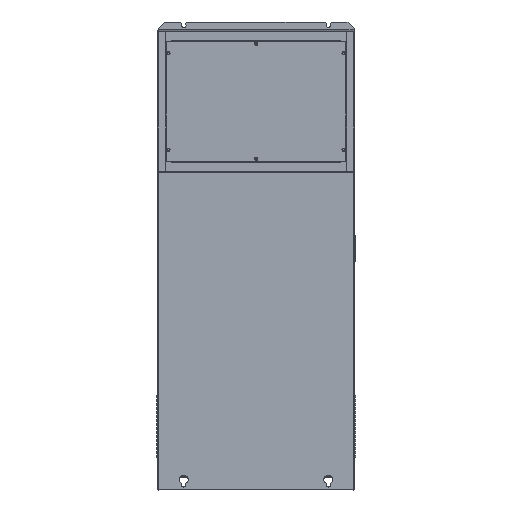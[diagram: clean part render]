
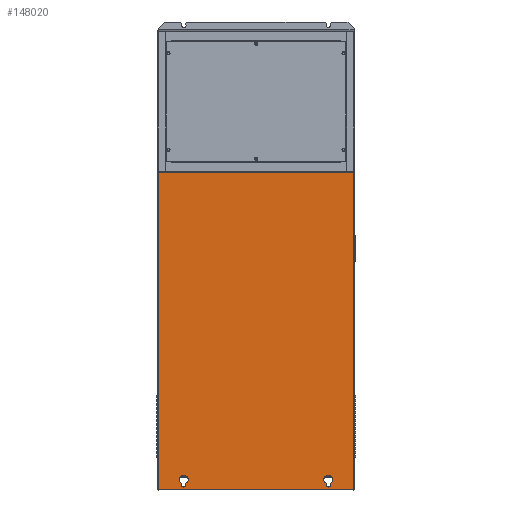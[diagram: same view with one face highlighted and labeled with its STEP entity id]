
A CAD part, front view. The second image highlights one B-rep face of the part: STEP entity #148020.
In plain terms, the highlighted planar face has unit normal (0, -1, 0).
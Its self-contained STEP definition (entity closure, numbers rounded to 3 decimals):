
#391 = DIRECTION ( 'NONE',  ( 0., 1., 0. ) ) ;
#3500 = CARTESIAN_POINT ( 'NONE',  ( 243., -1.5, 394.8 ) ) ;
#6069 = CARTESIAN_POINT ( 'NONE',  ( -243., -1.5, -395. ) ) ;
#7389 = ORIENTED_EDGE ( 'NONE', *, *, #84326, .F. ) ;
#8836 = PLANE ( 'NONE',  #93638 ) ;
#14845 = EDGE_CURVE ( 'NONE', #246829, #271111, #168569, .T. ) ;
#20559 = VECTOR ( 'NONE', #182467, 1000. ) ;
#24484 = CARTESIAN_POINT ( 'NONE',  ( 174.5, -1.5, -380.026 ) ) ;
#24629 = ORIENTED_EDGE ( 'NONE', *, *, #56607, .T. ) ;
#24800 = LINE ( 'NONE', #117333, #177726 ) ;
#29025 = ORIENTED_EDGE ( 'NONE', *, *, #241735, .F. ) ;
#29842 = VERTEX_POINT ( 'NONE', #253193 ) ;
#33112 = CARTESIAN_POINT ( 'NONE',  ( 0., -1.5, 0. ) ) ;
#35718 = VECTOR ( 'NONE', #256851, 1000. ) ;
#35734 = EDGE_LOOP ( 'NONE', ( #7389, #29025, #111670, #247248 ) ) ;
#39746 = CARTESIAN_POINT ( 'NONE',  ( -243., -1.5, 394.8 ) ) ;
#41190 = DIRECTION ( 'NONE',  ( 0., 1., 0. ) ) ;
#44751 = CARTESIAN_POINT ( 'NONE',  ( -243., -1.5, -395. ) ) ;
#49314 = CIRCLE ( 'NONE', #209365, 11. ) ;
#56607 = EDGE_CURVE ( 'NONE', #96818, #271111, #255371, .T. ) ;
#57325 = FACE_BOUND ( 'NONE', #78464, .T. ) ;
#60950 = VERTEX_POINT ( 'NONE', #135765 ) ;
#67470 = LINE ( 'NONE', #44751, #256839 ) ;
#67710 = CARTESIAN_POINT ( 'NONE',  ( 174.5, -1.5, -383.5 ) ) ;
#68318 = ORIENTED_EDGE ( 'NONE', *, *, #93878, .F. ) ;
#75326 = CARTESIAN_POINT ( 'NONE',  ( -243., -1.5, -395. ) ) ;
#78464 = EDGE_LOOP ( 'NONE', ( #68318, #214607, #228548, #91988 ) ) ;
#84326 = EDGE_CURVE ( 'NONE', #285008, #29842, #172520, .T. ) ;
#91988 = ORIENTED_EDGE ( 'NONE', *, *, #148038, .T. ) ;
#93638 = AXIS2_PLACEMENT_3D ( 'NONE', #33112, #149923, #172662 ) ;
#93878 = EDGE_CURVE ( 'NONE', #110674, #238367, #114425, .T. ) ;
#96146 = CARTESIAN_POINT ( 'NONE',  ( -185.5, -1.5, -380.026 ) ) ;
#96818 = VERTEX_POINT ( 'NONE', #145849 ) ;
#101581 = LINE ( 'NONE', #6069, #169673 ) ;
#101727 = ORIENTED_EDGE ( 'NONE', *, *, #262097, .T. ) ;
#102877 = DIRECTION ( 'NONE',  ( 1., 0., 0. ) ) ;
#109886 = CARTESIAN_POINT ( 'NONE',  ( 243., -1.5, -395. ) ) ;
#110674 = VERTEX_POINT ( 'NONE', #249821 ) ;
#111670 = ORIENTED_EDGE ( 'NONE', *, *, #116125, .T. ) ;
#112531 = CIRCLE ( 'NONE', #282106, 11. ) ;
#114425 = LINE ( 'NONE', #96146, #232493 ) ;
#116125 = EDGE_CURVE ( 'NONE', #150603, #231126, #101581, .T. ) ;
#117333 = CARTESIAN_POINT ( 'NONE',  ( 185.5, -1.5, -383.5 ) ) ;
#117536 = CARTESIAN_POINT ( 'NONE',  ( -174.5, -1.5, -380.026 ) ) ;
#118472 = VERTEX_POINT ( 'NONE', #184607 ) ;
#135765 = CARTESIAN_POINT ( 'NONE',  ( 185.5, -1.5, -380.026 ) ) ;
#137284 = DIRECTION ( 'NONE',  ( 0., 0., 1. ) ) ;
#141705 = DIRECTION ( 'NONE',  ( 0., 0., -1. ) ) ;
#145849 = CARTESIAN_POINT ( 'NONE',  ( 185.5, -1.5, -383.5 ) ) ;
#148020 = ADVANCED_FACE ( 'NONE', ( #265193, #57325, #242427 ), #8836, .F. ) ;
#148038 = EDGE_CURVE ( 'NONE', #118472, #238367, #176146, .T. ) ;
#149923 = DIRECTION ( 'NONE',  ( 0., 1., 0. ) ) ;
#150603 = VERTEX_POINT ( 'NONE', #75326 ) ;
#159539 = CARTESIAN_POINT ( 'NONE',  ( -180., -1.5, -370.5 ) ) ;
#159752 = DIRECTION ( 'NONE',  ( 1., 0., 0. ) ) ;
#162511 = DIRECTION ( 'NONE',  ( -0.5, 0., -0.866 ) ) ;
#166412 = ORIENTED_EDGE ( 'NONE', *, *, #264996, .F. ) ;
#166961 = VERTEX_POINT ( 'NONE', #117536 ) ;
#168569 = LINE ( 'NONE', #238362, #294954 ) ;
#169673 = VECTOR ( 'NONE', #260920, 1000. ) ;
#171168 = DIRECTION ( 'NONE',  ( 0., 1., 0. ) ) ;
#172520 = LINE ( 'NONE', #286298, #298048 ) ;
#172662 = DIRECTION ( 'NONE',  ( 1., 0., 0. ) ) ;
#173695 = DIRECTION ( 'NONE',  ( 0., 1., 0. ) ) ;
#175656 = CARTESIAN_POINT ( 'NONE',  ( -180., -1.5, -383.5 ) ) ;
#176146 = CIRCLE ( 'NONE', #190671, 5.5 ) ;
#177726 = VECTOR ( 'NONE', #187114, 1000. ) ;
#179464 = CARTESIAN_POINT ( 'NONE',  ( 180., -1.5, -383.5 ) ) ;
#182467 = DIRECTION ( 'NONE',  ( 0., 0., 1. ) ) ;
#184607 = CARTESIAN_POINT ( 'NONE',  ( -174.5, -1.5, -383.5 ) ) ;
#187114 = DIRECTION ( 'NONE',  ( 0., 0., 1. ) ) ;
#190671 = AXIS2_PLACEMENT_3D ( 'NONE', #175656, #171168, #102877 ) ;
#205247 = CARTESIAN_POINT ( 'NONE',  ( -174.5, -1.5, -383.5 ) ) ;
#208697 = EDGE_CURVE ( 'NONE', #118472, #166961, #230980, .T. ) ;
#209365 = AXIS2_PLACEMENT_3D ( 'NONE', #159539, #41190, #162511 ) ;
#214607 = ORIENTED_EDGE ( 'NONE', *, *, #270674, .T. ) ;
#222610 = CARTESIAN_POINT ( 'NONE',  ( -185.5, -1.5, -383.5 ) ) ;
#224374 = ORIENTED_EDGE ( 'NONE', *, *, #14845, .F. ) ;
#228548 = ORIENTED_EDGE ( 'NONE', *, *, #208697, .F. ) ;
#230980 = LINE ( 'NONE', #205247, #20559 ) ;
#231126 = VERTEX_POINT ( 'NONE', #109886 ) ;
#232493 = VECTOR ( 'NONE', #141705, 1000. ) ;
#236875 = DIRECTION ( 'NONE',  ( 0., 0., -1. ) ) ;
#238362 = CARTESIAN_POINT ( 'NONE',  ( 174.5, -1.5, -380.026 ) ) ;
#238367 = VERTEX_POINT ( 'NONE', #222610 ) ;
#241735 = EDGE_CURVE ( 'NONE', #150603, #285008, #67470, .T. ) ;
#242427 = FACE_OUTER_BOUND ( 'NONE', #35734, .T. ) ;
#245166 = EDGE_CURVE ( 'NONE', #29842, #231126, #299372, .T. ) ;
#246428 = DIRECTION ( 'NONE',  ( -0.5, 0., -0.866 ) ) ;
#246829 = VERTEX_POINT ( 'NONE', #24484 ) ;
#247248 = ORIENTED_EDGE ( 'NONE', *, *, #245166, .F. ) ;
#249821 = CARTESIAN_POINT ( 'NONE',  ( -185.5, -1.5, -380.026 ) ) ;
#253193 = CARTESIAN_POINT ( 'NONE',  ( 243., -1.5, 394.8 ) ) ;
#255371 = CIRCLE ( 'NONE', #294087, 5.5 ) ;
#256839 = VECTOR ( 'NONE', #137284, 1000. ) ;
#256851 = DIRECTION ( 'NONE',  ( 0., 0., -1. ) ) ;
#260920 = DIRECTION ( 'NONE',  ( 1., 0., 0. ) ) ;
#262097 = EDGE_CURVE ( 'NONE', #246829, #60950, #112531, .T. ) ;
#264996 = EDGE_CURVE ( 'NONE', #96818, #60950, #24800, .T. ) ;
#265193 = FACE_BOUND ( 'NONE', #295242, .T. ) ;
#267721 = CARTESIAN_POINT ( 'NONE',  ( 180., -1.5, -370.5 ) ) ;
#270674 = EDGE_CURVE ( 'NONE', #110674, #166961, #49314, .T. ) ;
#271111 = VERTEX_POINT ( 'NONE', #67710 ) ;
#282106 = AXIS2_PLACEMENT_3D ( 'NONE', #267721, #173695, #246428 ) ;
#284811 = DIRECTION ( 'NONE',  ( 1., 0., 0. ) ) ;
#285008 = VERTEX_POINT ( 'NONE', #39746 ) ;
#286298 = CARTESIAN_POINT ( 'NONE',  ( -243., -1.5, 394.8 ) ) ;
#294087 = AXIS2_PLACEMENT_3D ( 'NONE', #179464, #391, #159752 ) ;
#294954 = VECTOR ( 'NONE', #236875, 1000. ) ;
#295242 = EDGE_LOOP ( 'NONE', ( #24629, #224374, #101727, #166412 ) ) ;
#298048 = VECTOR ( 'NONE', #284811, 1000. ) ;
#299372 = LINE ( 'NONE', #3500, #35718 ) ;
